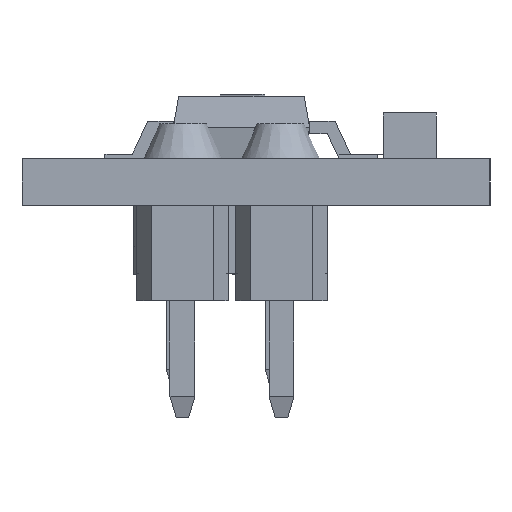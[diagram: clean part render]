
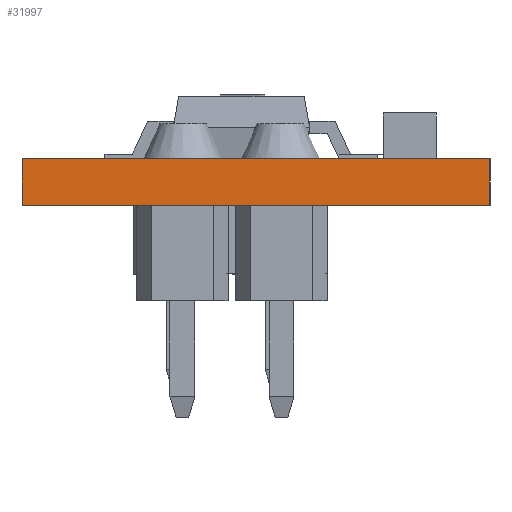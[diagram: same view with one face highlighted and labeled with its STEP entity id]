
A CAD part, left-side view. The second image highlights one B-rep face of the part: STEP entity #31997.
In plain terms, the highlighted planar face has unit normal (-1, 0, 0).
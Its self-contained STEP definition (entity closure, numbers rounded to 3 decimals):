
#29228 = PLANE('',#29229);
#29229 = AXIS2_PLACEMENT_3D('',#29230,#29231,#29232);
#29230 = CARTESIAN_POINT('',(21.209,18.627,1.2));
#29231 = DIRECTION('',(0.,0.,1.));
#29232 = DIRECTION('',(1.,0.,0.));
#29327 = VERTEX_POINT('',#29328);
#29328 = CARTESIAN_POINT('',(11.209,24.627,1.2));
#29342 = PLANE('',#29343);
#29343 = AXIS2_PLACEMENT_3D('',#29344,#29345,#29346);
#29344 = CARTESIAN_POINT('',(31.209,24.627,0.));
#29345 = DIRECTION('',(0.,-1.,0.));
#29346 = DIRECTION('',(-1.,0.,0.));
#29354 = EDGE_CURVE('',#29327,#29355,#29357,.T.);
#29355 = VERTEX_POINT('',#29356);
#29356 = CARTESIAN_POINT('',(11.209,12.627,1.2));
#29357 = SURFACE_CURVE('',#29358,(#29362,#29369),.PCURVE_S1.);
#29358 = LINE('',#29359,#29360);
#29359 = CARTESIAN_POINT('',(11.209,24.627,1.2));
#29360 = VECTOR('',#29361,1.);
#29361 = DIRECTION('',(0.,-1.,0.));
#29362 = PCURVE('',#29228,#29363);
#29363 = DEFINITIONAL_REPRESENTATION('',(#29364),#29368);
#29364 = LINE('',#29365,#29366);
#29365 = CARTESIAN_POINT('',(-10.,6.));
#29366 = VECTOR('',#29367,1.);
#29367 = DIRECTION('',(0.,-1.));
#29368 = ( GEOMETRIC_REPRESENTATION_CONTEXT(2) 
PARAMETRIC_REPRESENTATION_CONTEXT() REPRESENTATION_CONTEXT('2D SPACE',''
  ) );
#29369 = PCURVE('',#29370,#29375);
#29370 = PLANE('',#29371);
#29371 = AXIS2_PLACEMENT_3D('',#29372,#29373,#29374);
#29372 = CARTESIAN_POINT('',(11.209,24.627,0.));
#29373 = DIRECTION('',(1.,0.,0.));
#29374 = DIRECTION('',(0.,-1.,0.));
#29375 = DEFINITIONAL_REPRESENTATION('',(#29376),#29380);
#29376 = LINE('',#29377,#29378);
#29377 = CARTESIAN_POINT('',(0.,-1.2));
#29378 = VECTOR('',#29379,1.);
#29379 = DIRECTION('',(1.,0.));
#29380 = ( GEOMETRIC_REPRESENTATION_CONTEXT(2) 
PARAMETRIC_REPRESENTATION_CONTEXT() REPRESENTATION_CONTEXT('2D SPACE',''
  ) );
#29398 = PLANE('',#29399);
#29399 = AXIS2_PLACEMENT_3D('',#29400,#29401,#29402);
#29400 = CARTESIAN_POINT('',(11.209,12.627,0.));
#29401 = DIRECTION('',(0.,1.,0.));
#29402 = DIRECTION('',(1.,0.,0.));
#31900 = EDGE_CURVE('',#31901,#29327,#31903,.T.);
#31901 = VERTEX_POINT('',#31902);
#31902 = CARTESIAN_POINT('',(11.209,24.627,0.));
#31903 = SURFACE_CURVE('',#31904,(#31908,#31915),.PCURVE_S1.);
#31904 = LINE('',#31905,#31906);
#31905 = CARTESIAN_POINT('',(11.209,24.627,0.));
#31906 = VECTOR('',#31907,1.);
#31907 = DIRECTION('',(0.,0.,1.));
#31908 = PCURVE('',#29342,#31909);
#31909 = DEFINITIONAL_REPRESENTATION('',(#31910),#31914);
#31910 = LINE('',#31911,#31912);
#31911 = CARTESIAN_POINT('',(20.,0.));
#31912 = VECTOR('',#31913,1.);
#31913 = DIRECTION('',(0.,-1.));
#31914 = ( GEOMETRIC_REPRESENTATION_CONTEXT(2) 
PARAMETRIC_REPRESENTATION_CONTEXT() REPRESENTATION_CONTEXT('2D SPACE',''
  ) );
#31915 = PCURVE('',#29370,#31916);
#31916 = DEFINITIONAL_REPRESENTATION('',(#31917),#31921);
#31917 = LINE('',#31918,#31919);
#31918 = CARTESIAN_POINT('',(0.,0.));
#31919 = VECTOR('',#31920,1.);
#31920 = DIRECTION('',(0.,-1.));
#31921 = ( GEOMETRIC_REPRESENTATION_CONTEXT(2) 
PARAMETRIC_REPRESENTATION_CONTEXT() REPRESENTATION_CONTEXT('2D SPACE',''
  ) );
#31937 = PLANE('',#31938);
#31938 = AXIS2_PLACEMENT_3D('',#31939,#31940,#31941);
#31939 = CARTESIAN_POINT('',(21.209,18.627,0.));
#31940 = DIRECTION('',(0.,0.,1.));
#31941 = DIRECTION('',(1.,0.,0.));
#31997 = ADVANCED_FACE('',(#31998),#29370,.F.);
#31998 = FACE_BOUND('',#31999,.F.);
#31999 = EDGE_LOOP('',(#32000,#32001,#32002,#32025));
#32000 = ORIENTED_EDGE('',*,*,#31900,.T.);
#32001 = ORIENTED_EDGE('',*,*,#29354,.T.);
#32002 = ORIENTED_EDGE('',*,*,#32003,.F.);
#32003 = EDGE_CURVE('',#32004,#29355,#32006,.T.);
#32004 = VERTEX_POINT('',#32005);
#32005 = CARTESIAN_POINT('',(11.209,12.627,0.));
#32006 = SURFACE_CURVE('',#32007,(#32011,#32018),.PCURVE_S1.);
#32007 = LINE('',#32008,#32009);
#32008 = CARTESIAN_POINT('',(11.209,12.627,0.));
#32009 = VECTOR('',#32010,1.);
#32010 = DIRECTION('',(0.,0.,1.));
#32011 = PCURVE('',#29370,#32012);
#32012 = DEFINITIONAL_REPRESENTATION('',(#32013),#32017);
#32013 = LINE('',#32014,#32015);
#32014 = CARTESIAN_POINT('',(12.,0.));
#32015 = VECTOR('',#32016,1.);
#32016 = DIRECTION('',(0.,-1.));
#32017 = ( GEOMETRIC_REPRESENTATION_CONTEXT(2) 
PARAMETRIC_REPRESENTATION_CONTEXT() REPRESENTATION_CONTEXT('2D SPACE',''
  ) );
#32018 = PCURVE('',#29398,#32019);
#32019 = DEFINITIONAL_REPRESENTATION('',(#32020),#32024);
#32020 = LINE('',#32021,#32022);
#32021 = CARTESIAN_POINT('',(0.,0.));
#32022 = VECTOR('',#32023,1.);
#32023 = DIRECTION('',(0.,-1.));
#32024 = ( GEOMETRIC_REPRESENTATION_CONTEXT(2) 
PARAMETRIC_REPRESENTATION_CONTEXT() REPRESENTATION_CONTEXT('2D SPACE',''
  ) );
#32025 = ORIENTED_EDGE('',*,*,#32026,.F.);
#32026 = EDGE_CURVE('',#31901,#32004,#32027,.T.);
#32027 = SURFACE_CURVE('',#32028,(#32032,#32039),.PCURVE_S1.);
#32028 = LINE('',#32029,#32030);
#32029 = CARTESIAN_POINT('',(11.209,24.627,0.));
#32030 = VECTOR('',#32031,1.);
#32031 = DIRECTION('',(0.,-1.,0.));
#32032 = PCURVE('',#29370,#32033);
#32033 = DEFINITIONAL_REPRESENTATION('',(#32034),#32038);
#32034 = LINE('',#32035,#32036);
#32035 = CARTESIAN_POINT('',(0.,0.));
#32036 = VECTOR('',#32037,1.);
#32037 = DIRECTION('',(1.,0.));
#32038 = ( GEOMETRIC_REPRESENTATION_CONTEXT(2) 
PARAMETRIC_REPRESENTATION_CONTEXT() REPRESENTATION_CONTEXT('2D SPACE',''
  ) );
#32039 = PCURVE('',#31937,#32040);
#32040 = DEFINITIONAL_REPRESENTATION('',(#32041),#32045);
#32041 = LINE('',#32042,#32043);
#32042 = CARTESIAN_POINT('',(-10.,6.));
#32043 = VECTOR('',#32044,1.);
#32044 = DIRECTION('',(0.,-1.));
#32045 = ( GEOMETRIC_REPRESENTATION_CONTEXT(2) 
PARAMETRIC_REPRESENTATION_CONTEXT() REPRESENTATION_CONTEXT('2D SPACE',''
  ) );
